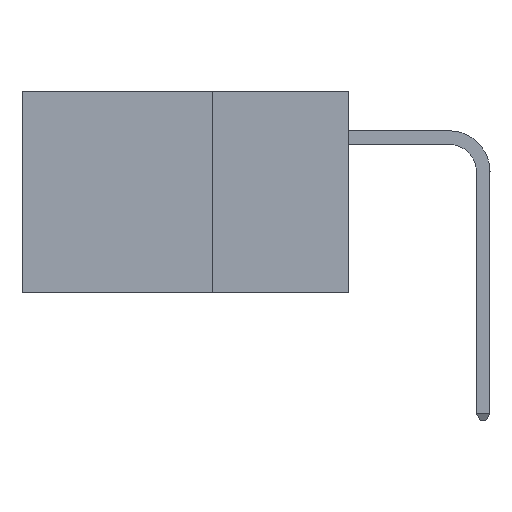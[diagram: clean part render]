
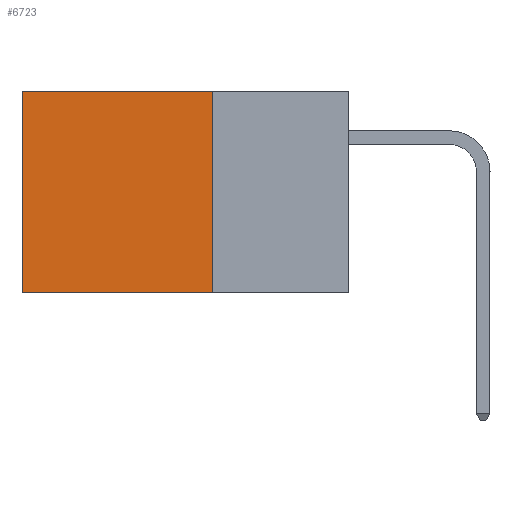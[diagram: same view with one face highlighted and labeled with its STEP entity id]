
A CAD part, left-side view. The second image highlights one B-rep face of the part: STEP entity #6723.
In plain terms, the highlighted planar face has unit normal (-1, 0, 0).
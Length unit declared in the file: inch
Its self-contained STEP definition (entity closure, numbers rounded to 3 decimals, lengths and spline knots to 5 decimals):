
#50 = CARTESIAN_POINT ( 'NONE',  ( 0.2875, 0.6, -0.37 ) ) ;
#377 = VERTEX_POINT ( 'NONE', #6761 ) ;
#619 = CARTESIAN_POINT ( 'NONE',  ( 0.2875, 0.25, -0.37 ) ) ;
#696 = LINE ( 'NONE', #737, #7985 ) ;
#737 = CARTESIAN_POINT ( 'NONE',  ( 0.2875, 0.25, 0. ) ) ;
#1102 = CARTESIAN_POINT ( 'NONE',  ( 0.2875, 0.6, 0. ) ) ;
#1485 = DIRECTION ( 'NONE',  ( 0., 0., -1. ) ) ;
#1705 = VERTEX_POINT ( 'NONE', #8317 ) ;
#2284 = VERTEX_POINT ( 'NONE', #50 ) ;
#2726 = EDGE_CURVE ( 'NONE', #7616, #2284, #4185, .T. ) ;
#3235 = EDGE_CURVE ( 'NONE', #377, #7616, #696, .T. ) ;
#3493 = DIRECTION ( 'NONE',  ( 0., 1., 0. ) ) ;
#4048 = DIRECTION ( 'NONE',  ( 1., 0., 0. ) ) ;
#4170 = ORIENTED_EDGE ( 'NONE', *, *, #9070, .T. ) ;
#4185 = LINE ( 'NONE', #619, #4715 ) ;
#4303 = ORIENTED_EDGE ( 'NONE', *, *, #3235, .F. ) ;
#4627 = ORIENTED_EDGE ( 'NONE', *, *, #8507, .T. ) ;
#4647 = DIRECTION ( 'NONE',  ( 0., 0., -1. ) ) ;
#4715 = VECTOR ( 'NONE', #3493, 39.37008 ) ;
#5116 = ORIENTED_EDGE ( 'NONE', *, *, #2726, .F. ) ;
#5303 = VECTOR ( 'NONE', #8202, 39.37008 ) ;
#5356 = LINE ( 'NONE', #1102, #5303 ) ;
#6019 = CARTESIAN_POINT ( 'NONE',  ( 0.2875, 0.25, -0.37 ) ) ;
#6542 = EDGE_LOOP ( 'NONE', ( #4627, #5116, #4303, #4170 ) ) ;
#6723 = ADVANCED_FACE ( 'NONE', ( #6783 ), #8332, .F. ) ;
#6761 = CARTESIAN_POINT ( 'NONE',  ( 0.2875, 0.25, 0. ) ) ;
#6783 = FACE_OUTER_BOUND ( 'NONE', #6542, .T. ) ;
#6834 = CARTESIAN_POINT ( 'NONE',  ( 0.2875, 0.25, 0. ) ) ;
#6973 = DIRECTION ( 'NONE',  ( 0., 1., 0. ) ) ;
#7239 = VECTOR ( 'NONE', #6973, 39.37008 ) ;
#7483 = AXIS2_PLACEMENT_3D ( 'NONE', #6834, #4048, #4647 ) ;
#7616 = VERTEX_POINT ( 'NONE', #6019 ) ;
#7803 = CARTESIAN_POINT ( 'NONE',  ( 0.2875, 0.25, 0. ) ) ;
#7985 = VECTOR ( 'NONE', #1485, 39.37008 ) ;
#8202 = DIRECTION ( 'NONE',  ( 0., 0., -1. ) ) ;
#8317 = CARTESIAN_POINT ( 'NONE',  ( 0.2875, 0.6, 0. ) ) ;
#8332 = PLANE ( 'NONE',  #7483 ) ;
#8473 = LINE ( 'NONE', #7803, #7239 ) ;
#8507 = EDGE_CURVE ( 'NONE', #1705, #2284, #5356, .T. ) ;
#9070 = EDGE_CURVE ( 'NONE', #377, #1705, #8473, .T. ) ;
